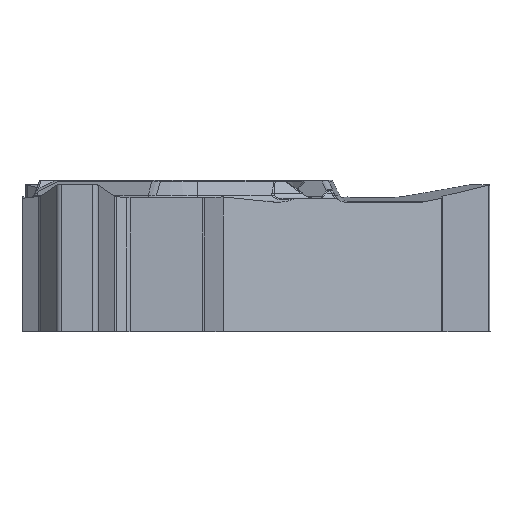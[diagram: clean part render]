
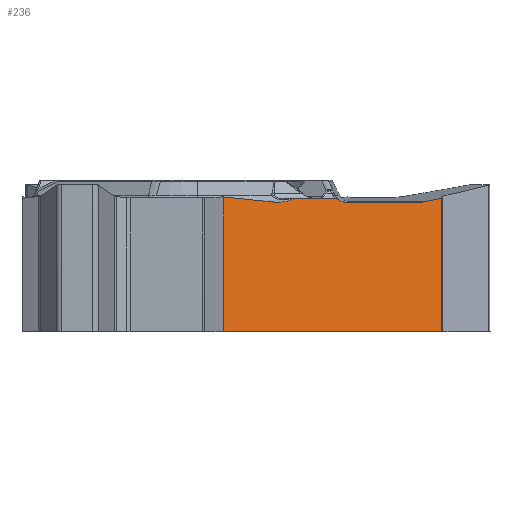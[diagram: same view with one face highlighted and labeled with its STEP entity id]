
A CAD part, front view. The second image highlights one B-rep face of the part: STEP entity #236.
In plain terms, the highlighted planar face has unit normal (0.5, -0.866, 0).
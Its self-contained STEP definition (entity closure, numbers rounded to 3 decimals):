
#236=ADVANCED_FACE('',(#511),#461,.F.);
#461=PLANE('',#3737);
#511=FACE_OUTER_BOUND('',#730,.T.);
#730=EDGE_LOOP('',(#1196,#1197,#1198,#1199,#1200,#1201,#1202,#1203,#1204,
#1205,#1206,#1207,#1208,#1209));
#967=ELLIPSE('',#3733,0.377,0.32);
#968=ELLIPSE('',#3734,0.177,0.15);
#969=ELLIPSE('',#3735,0.3,0.15);
#970=ELLIPSE('',#3736,0.64,0.32);
#1033=CIRCLE('',#3732,0.32);
#1196=ORIENTED_EDGE('',*,*,#2612,.T.);
#1197=ORIENTED_EDGE('',*,*,#2613,.T.);
#1198=ORIENTED_EDGE('',*,*,#2614,.F.);
#1199=ORIENTED_EDGE('',*,*,#2615,.T.);
#1200=ORIENTED_EDGE('',*,*,#2616,.T.);
#1201=ORIENTED_EDGE('',*,*,#2617,.T.);
#1202=ORIENTED_EDGE('',*,*,#2618,.F.);
#1203=ORIENTED_EDGE('',*,*,#2619,.F.);
#1204=ORIENTED_EDGE('',*,*,#2620,.F.);
#1205=ORIENTED_EDGE('',*,*,#2621,.F.);
#1206=ORIENTED_EDGE('',*,*,#2622,.T.);
#1207=ORIENTED_EDGE('',*,*,#2623,.T.);
#1208=ORIENTED_EDGE('',*,*,#2624,.F.);
#1209=ORIENTED_EDGE('',*,*,#2625,.T.);
#2286=VERTEX_POINT('',#5377);
#2287=VERTEX_POINT('',#5378);
#2288=VERTEX_POINT('',#5380);
#2289=VERTEX_POINT('',#5382);
#2290=VERTEX_POINT('',#5384);
#2291=VERTEX_POINT('',#5386);
#2292=VERTEX_POINT('',#5388);
#2293=VERTEX_POINT('',#5390);
#2294=VERTEX_POINT('',#5392);
#2295=VERTEX_POINT('',#5394);
#2296=VERTEX_POINT('',#5402);
#2297=VERTEX_POINT('',#5404);
#2298=VERTEX_POINT('',#5406);
#2299=VERTEX_POINT('',#5408);
#2612=EDGE_CURVE('',#2286,#2287,#3145,.T.);
#2613=EDGE_CURVE('',#2287,#2288,#3146,.T.);
#2614=EDGE_CURVE('',#2289,#2288,#3147,.T.);
#2615=EDGE_CURVE('',#2289,#2290,#1033,.T.);
#2616=EDGE_CURVE('',#2290,#2291,#3148,.T.);
#2617=EDGE_CURVE('',#2291,#2292,#967,.T.);
#2618=EDGE_CURVE('',#2293,#2292,#968,.T.);
#2619=EDGE_CURVE('',#2294,#2293,#3149,.T.);
#2620=EDGE_CURVE('',#2295,#2294,#969,.T.);
#2621=EDGE_CURVE('',#2296,#2295,#3571,.T.);
#2622=EDGE_CURVE('',#2296,#2297,#3150,.T.);
#2623=EDGE_CURVE('',#2297,#2298,#970,.T.);
#2624=EDGE_CURVE('',#2299,#2298,#3151,.T.);
#2625=EDGE_CURVE('',#2299,#2286,#3152,.T.);
#3145=LINE('',#5376,#3358);
#3146=LINE('',#5379,#3359);
#3147=LINE('',#5381,#3360);
#3148=LINE('',#5385,#3361);
#3149=LINE('',#5391,#3362);
#3150=LINE('',#5403,#3363);
#3151=LINE('',#5407,#3364);
#3152=LINE('',#5409,#3365);
#3358=VECTOR('',#4113,1.);
#3359=VECTOR('',#4114,1.);
#3360=VECTOR('',#4115,1.);
#3361=VECTOR('',#4118,1.);
#3362=VECTOR('',#4123,1.);
#3363=VECTOR('',#4126,1.);
#3364=VECTOR('',#4129,1.);
#3365=VECTOR('',#4130,1.);
#3571=B_SPLINE_CURVE_WITH_KNOTS('',3,(#5395,#5396,#5397,#5398,#5399,#5400,
#5401),.UNSPECIFIED.,.F.,.F.,(4,3,4),(0.,0.497,1.),
 .UNSPECIFIED.);
#3732=AXIS2_PLACEMENT_3D('',#5383,#4116,#4117);
#3733=AXIS2_PLACEMENT_3D('',#5387,#4119,#4120);
#3734=AXIS2_PLACEMENT_3D('',#5389,#4121,#4122);
#3735=AXIS2_PLACEMENT_3D('',#5393,#4124,#4125);
#3736=AXIS2_PLACEMENT_3D('',#5405,#4127,#4128);
#3737=AXIS2_PLACEMENT_3D('',#5410,#4131,#4132);
#4113=DIRECTION('',(0.866,0.5,0.));
#4114=DIRECTION('',(0.,0.,1.));
#4115=DIRECTION('',(0.853,0.492,0.174));
#4116=DIRECTION('',(-0.5,0.866,0.));
#4117=DIRECTION('',(-0.866,-0.5,0.));
#4118=DIRECTION('',(-0.866,-0.5,0.));
#4119=DIRECTION('',(-0.5,0.866,0.));
#4120=DIRECTION('',(-0.866,-0.5,0.));
#4121=DIRECTION('',(-0.5,0.866,0.));
#4122=DIRECTION('',(-0.866,-0.5,0.));
#4123=DIRECTION('',(0.866,0.5,0.));
#4124=DIRECTION('',(-0.5,0.866,0.));
#4125=DIRECTION('',(0.866,0.5,0.));
#4126=DIRECTION('',(-0.866,-0.5,0.));
#4127=DIRECTION('',(-0.5,0.866,0.));
#4128=DIRECTION('',(-0.866,-0.5,0.));
#4129=DIRECTION('',(0.863,0.498,-0.088));
#4130=DIRECTION('',(0.,0.,-1.));
#4131=DIRECTION('',(-0.5,0.866,0.));
#4132=DIRECTION('',(-0.866,-0.5,0.));
#5376=CARTESIAN_POINT('',(8.733,-0.457,-3.97));
#5377=CARTESIAN_POINT('',(0.696,-5.097,-3.97));
#5378=CARTESIAN_POINT('',(6.62,-1.677,-3.97));
#5379=CARTESIAN_POINT('',(6.62,-1.677,0.));
#5380=CARTESIAN_POINT('',(6.62,-1.677,-0.354));
#5381=CARTESIAN_POINT('',(-3.599,-7.577,-2.434));
#5382=CARTESIAN_POINT('',(6.121,-1.965,-0.455));
#5383=CARTESIAN_POINT('',(6.073,-1.993,-0.14));
#5384=CARTESIAN_POINT('',(6.073,-1.993,-0.46));
#5385=CARTESIAN_POINT('',(-3.971,-7.792,-0.46));
#5386=CARTESIAN_POINT('',(4.005,-3.187,-0.46));
#5387=CARTESIAN_POINT('',(4.005,-3.187,-0.14));
#5388=CARTESIAN_POINT('',(3.813,-3.298,-0.399));
#5389=CARTESIAN_POINT('',(3.723,-3.35,-0.52));
#5390=CARTESIAN_POINT('',(3.723,-3.35,-0.37));
#5391=CARTESIAN_POINT('',(-3.971,-7.792,-0.37));
#5392=CARTESIAN_POINT('',(2.693,-3.945,-0.37));
#5393=CARTESIAN_POINT('',(2.693,-3.945,-0.52));
#5394=CARTESIAN_POINT('',(2.538,-4.034,-0.4));
#5395=CARTESIAN_POINT('',(2.222,-4.216,-0.46));
#5396=CARTESIAN_POINT('',(2.275,-4.186,-0.46));
#5397=CARTESIAN_POINT('',(2.329,-4.155,-0.455));
#5398=CARTESIAN_POINT('',(2.381,-4.124,-0.446));
#5399=CARTESIAN_POINT('',(2.435,-4.094,-0.436));
#5400=CARTESIAN_POINT('',(2.487,-4.063,-0.421));
#5401=CARTESIAN_POINT('',(2.538,-4.034,-0.4));
#5402=CARTESIAN_POINT('',(2.222,-4.216,-0.46));
#5403=CARTESIAN_POINT('',(8.733,-0.457,-0.46));
#5404=CARTESIAN_POINT('',(2.141,-4.263,-0.46));
#5405=CARTESIAN_POINT('',(2.141,-4.263,-0.14));
#5406=CARTESIAN_POINT('',(2.045,-4.319,-0.455));
#5407=CARTESIAN_POINT('',(8.647,-0.507,-1.127));
#5408=CARTESIAN_POINT('',(0.696,-5.097,-0.318));
#5409=CARTESIAN_POINT('',(0.696,-5.097,0.));
#5410=CARTESIAN_POINT('',(8.733,-0.457,0.));
